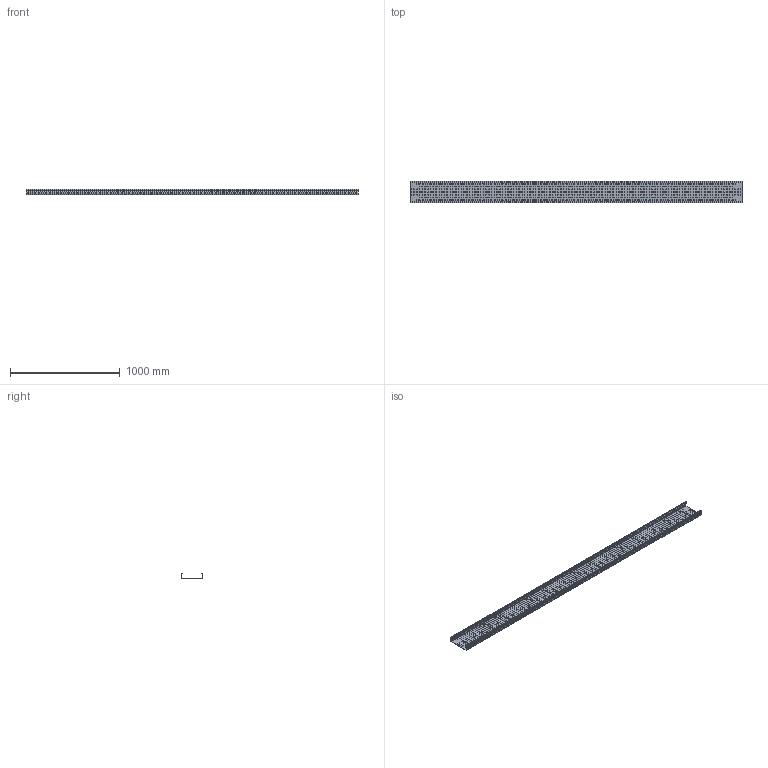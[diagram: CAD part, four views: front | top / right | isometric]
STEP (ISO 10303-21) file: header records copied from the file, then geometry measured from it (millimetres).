
FILE_DESCRIPTION(/* description */ (''),/* implementation_level */ '2;1');
FILE_NAME(/* name */ '487436.stp',/* time_stamp */ '2023-12-19T13:52:45+01:00',/* author */ ('bonnaudn'),/* organization */ (''),/* preprocessor_version */ 'ST-DEVELOPER v19.2',/* originating_system */ 'AutoCAD Mechanical',/* authorisation */ '');
FILE_SCHEMA (('AUTOMOTIVE_DESIGN { 1 0 10303 214 3 1 1 }'));
Length unit declared in the file: millimetre
Products named in the file (1): Product
Bounding box: 3030 x 200.4 x 50.2 mm (x, y, z)
Volume: 1883331.8 mm3; surface area: 2106705.6 mm2
Topology: 1 solids, 1119 shells, 1156 faces, 4406 edges, 4370 vertices
Faces by surface type: plane 1136, cylinder 20
Entity records: 50149 total; most frequent: CARTESIAN_POINT 9933, DIRECTION 8938, ORIENTED_EDGE 4514, EDGE_CURVE 4406, VERTEX_POINT 4370, AXIS2_PLACEMENT_3D 3375, CIRCLE 2218, LINE 2188
